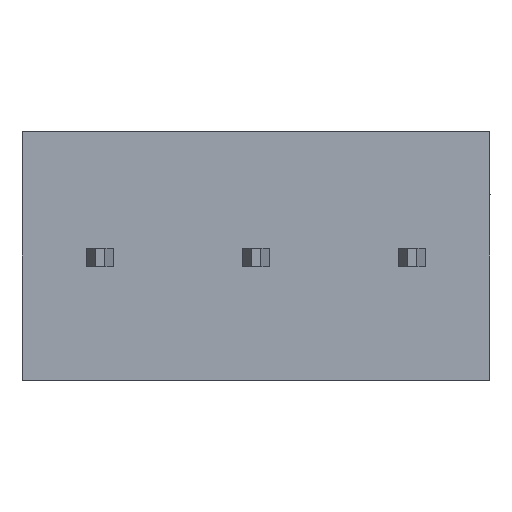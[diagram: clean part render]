
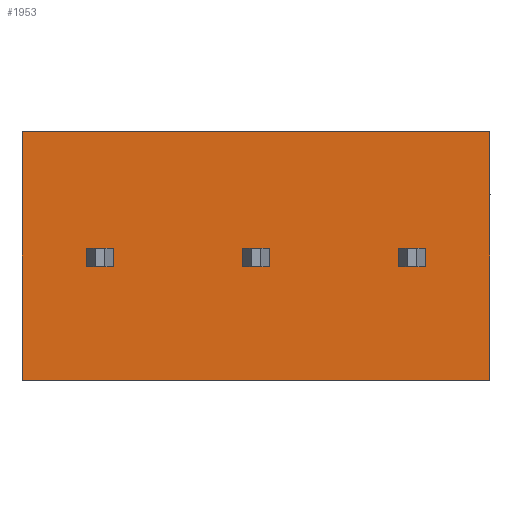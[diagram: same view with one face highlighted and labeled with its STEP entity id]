
A CAD part, front view. The second image highlights one B-rep face of the part: STEP entity #1953.
In plain terms, the highlighted planar face has unit normal (0, -1, 0).
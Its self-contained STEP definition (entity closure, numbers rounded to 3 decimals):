
#537 = VECTOR ( 'NONE', #21374, 1000. ) ;
#552 = VERTEX_POINT ( 'NONE', #2284 ) ;
#977 = VECTOR ( 'NONE', #27093, 1000. ) ;
#1404 = EDGE_CURVE ( 'NONE', #27344, #20040, #25391, .T. ) ;
#1519 = DIRECTION ( 'NONE',  ( -1., 0., 0. ) ) ;
#1755 = VECTOR ( 'NONE', #17556, 1000. ) ;
#1811 = DIRECTION ( 'NONE',  ( 0., 0., -1. ) ) ;
#1953 = ADVANCED_FACE ( 'NONE', ( #9856, #20815, #14249, #3490 ), #18513, .T. ) ;
#2018 = EDGE_CURVE ( 'NONE', #2061, #25542, #27473, .T. ) ;
#2061 = VERTEX_POINT ( 'NONE', #25348 ) ;
#2284 = CARTESIAN_POINT ( 'NONE',  ( 10.61, 0., 0.3 ) ) ;
#2468 = VECTOR ( 'NONE', #12448, 1000. ) ;
#2543 = CARTESIAN_POINT ( 'NONE',  ( 9.71, 0., 0.3 ) ) ;
#2638 = ORIENTED_EDGE ( 'NONE', *, *, #20064, .F. ) ;
#2694 = CARTESIAN_POINT ( 'NONE',  ( 5.53, 0., -0.3 ) ) ;
#2711 = CARTESIAN_POINT ( 'NONE',  ( -2.54, 0., 4.1 ) ) ;
#2781 = VECTOR ( 'NONE', #5635, 1000. ) ;
#3364 = LINE ( 'NONE', #10310, #2781 ) ;
#3455 = CARTESIAN_POINT ( 'NONE',  ( 4.63, 0., -0.3 ) ) ;
#3490 = FACE_BOUND ( 'NONE', #25311, .T. ) ;
#3827 = CARTESIAN_POINT ( 'NONE',  ( 5.53, 0., 0.3 ) ) ;
#3988 = VECTOR ( 'NONE', #12504, 1000. ) ;
#4488 = ORIENTED_EDGE ( 'NONE', *, *, #2018, .F. ) ;
#4675 = LINE ( 'NONE', #2543, #14934 ) ;
#4942 = LINE ( 'NONE', #7060, #1755 ) ;
#5445 = ORIENTED_EDGE ( 'NONE', *, *, #22593, .F. ) ;
#5455 = VERTEX_POINT ( 'NONE', #2694 ) ;
#5466 = CARTESIAN_POINT ( 'NONE',  ( 9.71, 0., 0.3 ) ) ;
#5467 = CARTESIAN_POINT ( 'NONE',  ( -0.45, 0., 0.3 ) ) ;
#5573 = EDGE_CURVE ( 'NONE', #552, #12150, #4675, .T. ) ;
#5635 = DIRECTION ( 'NONE',  ( 0., 0., -1. ) ) ;
#5910 = VERTEX_POINT ( 'NONE', #5467 ) ;
#5950 = CARTESIAN_POINT ( 'NONE',  ( 0.45, 0., 0.3 ) ) ;
#6000 = EDGE_CURVE ( 'NONE', #25542, #552, #9237, .T. ) ;
#6003 = VECTOR ( 'NONE', #12029, 1000. ) ;
#6847 = CARTESIAN_POINT ( 'NONE',  ( 12.7, 0., -4. ) ) ;
#6899 = VERTEX_POINT ( 'NONE', #21917 ) ;
#7060 = CARTESIAN_POINT ( 'NONE',  ( -2.54, 0., 4.1 ) ) ;
#7070 = ORIENTED_EDGE ( 'NONE', *, *, #22076, .F. ) ;
#7701 = CARTESIAN_POINT ( 'NONE',  ( 12.7, 0., 4.1 ) ) ;
#7934 = CARTESIAN_POINT ( 'NONE',  ( -2.54, 0., -4. ) ) ;
#8184 = CARTESIAN_POINT ( 'NONE',  ( -2.54, 0., -4. ) ) ;
#8198 = ORIENTED_EDGE ( 'NONE', *, *, #1404, .F. ) ;
#8283 = VERTEX_POINT ( 'NONE', #2711 ) ;
#8285 = AXIS2_PLACEMENT_3D ( 'NONE', #16119, #14122, #24781 ) ;
#8852 = EDGE_CURVE ( 'NONE', #9239, #5455, #14797, .T. ) ;
#9234 = EDGE_CURVE ( 'NONE', #10219, #8283, #19703, .T. ) ;
#9237 = LINE ( 'NONE', #26589, #14839 ) ;
#9239 = VERTEX_POINT ( 'NONE', #13311 ) ;
#9305 = DIRECTION ( 'NONE',  ( 0., 0., 1. ) ) ;
#9332 = VECTOR ( 'NONE', #24811, 1000. ) ;
#9735 = LINE ( 'NONE', #20542, #12057 ) ;
#9856 = FACE_OUTER_BOUND ( 'NONE', #21513, .T. ) ;
#10219 = VERTEX_POINT ( 'NONE', #8184 ) ;
#10310 = CARTESIAN_POINT ( 'NONE',  ( 4.63, 0., 0.3 ) ) ;
#10329 = LINE ( 'NONE', #16720, #26249 ) ;
#10578 = DIRECTION ( 'NONE',  ( 1., 0., 0. ) ) ;
#10921 = ORIENTED_EDGE ( 'NONE', *, *, #8852, .F. ) ;
#11218 = CARTESIAN_POINT ( 'NONE',  ( 10.61, 0., -0.3 ) ) ;
#11887 = LINE ( 'NONE', #12444, #13136 ) ;
#11958 = CARTESIAN_POINT ( 'NONE',  ( -0.45, 0., -0.3 ) ) ;
#12029 = DIRECTION ( 'NONE',  ( -1., 0., 0. ) ) ;
#12057 = VECTOR ( 'NONE', #18124, 1000. ) ;
#12150 = VERTEX_POINT ( 'NONE', #14772 ) ;
#12444 = CARTESIAN_POINT ( 'NONE',  ( 4.63, 0., 0.3 ) ) ;
#12448 = DIRECTION ( 'NONE',  ( 0., 0., 1. ) ) ;
#12504 = DIRECTION ( 'NONE',  ( 1., 0., 0. ) ) ;
#12524 = EDGE_CURVE ( 'NONE', #15379, #9239, #3364, .T. ) ;
#13136 = VECTOR ( 'NONE', #1519, 1000. ) ;
#13311 = CARTESIAN_POINT ( 'NONE',  ( 4.63, 0., -0.3 ) ) ;
#13641 = EDGE_CURVE ( 'NONE', #27196, #10219, #14307, .T. ) ;
#14122 = DIRECTION ( 'NONE',  ( 0., -1., 0. ) ) ;
#14249 = FACE_BOUND ( 'NONE', #28031, .T. ) ;
#14307 = LINE ( 'NONE', #7934, #6003 ) ;
#14401 = CARTESIAN_POINT ( 'NONE',  ( -0.45, 0., -0.3 ) ) ;
#14537 = ORIENTED_EDGE ( 'NONE', *, *, #25633, .F. ) ;
#14574 = CARTESIAN_POINT ( 'NONE',  ( 4.63, 0., 0.3 ) ) ;
#14599 = LINE ( 'NONE', #3827, #2468 ) ;
#14687 = EDGE_LOOP ( 'NONE', ( #28120, #8198, #5445, #2638 ) ) ;
#14772 = CARTESIAN_POINT ( 'NONE',  ( 9.71, 0., 0.3 ) ) ;
#14797 = LINE ( 'NONE', #3455, #3988 ) ;
#14839 = VECTOR ( 'NONE', #24443, 1000. ) ;
#14934 = VECTOR ( 'NONE', #17272, 1000. ) ;
#15379 = VERTEX_POINT ( 'NONE', #14574 ) ;
#15881 = CARTESIAN_POINT ( 'NONE',  ( -0.45, 0., 0.3 ) ) ;
#16119 = CARTESIAN_POINT ( 'NONE',  ( 5.08, 0., 0.05 ) ) ;
#16364 = DIRECTION ( 'NONE',  ( 0., 0., -1. ) ) ;
#16720 = CARTESIAN_POINT ( 'NONE',  ( 12.7, 0., 4.1 ) ) ;
#17026 = EDGE_CURVE ( 'NONE', #12150, #2061, #23057, .T. ) ;
#17272 = DIRECTION ( 'NONE',  ( -1., 0., 0. ) ) ;
#17556 = DIRECTION ( 'NONE',  ( 1., 0., 0. ) ) ;
#17979 = CARTESIAN_POINT ( 'NONE',  ( 0.45, 0., 0.3 ) ) ;
#18124 = DIRECTION ( 'NONE',  ( -1., 0., 0. ) ) ;
#18513 = PLANE ( 'NONE',  #8285 ) ;
#18802 = ORIENTED_EDGE ( 'NONE', *, *, #17026, .F. ) ;
#19157 = CARTESIAN_POINT ( 'NONE',  ( 0.45, 0., -0.3 ) ) ;
#19306 = VERTEX_POINT ( 'NONE', #11958 ) ;
#19703 = LINE ( 'NONE', #22245, #28061 ) ;
#20040 = VERTEX_POINT ( 'NONE', #17979 ) ;
#20064 = EDGE_CURVE ( 'NONE', #5910, #19306, #24954, .T. ) ;
#20151 = EDGE_CURVE ( 'NONE', #20040, #5910, #9735, .T. ) ;
#20542 = CARTESIAN_POINT ( 'NONE',  ( -0.45, 0., 0.3 ) ) ;
#20685 = ORIENTED_EDGE ( 'NONE', *, *, #13641, .F. ) ;
#20815 = FACE_BOUND ( 'NONE', #14687, .T. ) ;
#20843 = ORIENTED_EDGE ( 'NONE', *, *, #24440, .F. ) ;
#21311 = ORIENTED_EDGE ( 'NONE', *, *, #12524, .F. ) ;
#21374 = DIRECTION ( 'NONE',  ( 1., 0., 0. ) ) ;
#21513 = EDGE_LOOP ( 'NONE', ( #7070, #26813, #27366, #20685 ) ) ;
#21917 = CARTESIAN_POINT ( 'NONE',  ( 5.53, 0., 0.3 ) ) ;
#22076 = EDGE_CURVE ( 'NONE', #27036, #27196, #10329, .T. ) ;
#22245 = CARTESIAN_POINT ( 'NONE',  ( -2.54, 0., 4.1 ) ) ;
#22259 = EDGE_CURVE ( 'NONE', #8283, #27036, #4942, .T. ) ;
#22593 = EDGE_CURVE ( 'NONE', #19306, #27344, #27625, .T. ) ;
#23057 = LINE ( 'NONE', #5466, #27029 ) ;
#23628 = ORIENTED_EDGE ( 'NONE', *, *, #5573, .F. ) ;
#24440 = EDGE_CURVE ( 'NONE', #6899, #15379, #11887, .T. ) ;
#24443 = DIRECTION ( 'NONE',  ( 0., 0., 1. ) ) ;
#24781 = DIRECTION ( 'NONE',  ( 0., 0., -1. ) ) ;
#24811 = DIRECTION ( 'NONE',  ( 0., 0., -1. ) ) ;
#24881 = VECTOR ( 'NONE', #10578, 1000. ) ;
#24954 = LINE ( 'NONE', #15881, #9332 ) ;
#25311 = EDGE_LOOP ( 'NONE', ( #23628, #26582, #4488, #18802 ) ) ;
#25348 = CARTESIAN_POINT ( 'NONE',  ( 9.71, 0., -0.3 ) ) ;
#25391 = LINE ( 'NONE', #5950, #977 ) ;
#25542 = VERTEX_POINT ( 'NONE', #11218 ) ;
#25633 = EDGE_CURVE ( 'NONE', #5455, #6899, #14599, .T. ) ;
#26249 = VECTOR ( 'NONE', #1811, 1000. ) ;
#26582 = ORIENTED_EDGE ( 'NONE', *, *, #6000, .F. ) ;
#26589 = CARTESIAN_POINT ( 'NONE',  ( 10.61, 0., 0.3 ) ) ;
#26813 = ORIENTED_EDGE ( 'NONE', *, *, #22259, .F. ) ;
#27029 = VECTOR ( 'NONE', #16364, 1000. ) ;
#27036 = VERTEX_POINT ( 'NONE', #7701 ) ;
#27093 = DIRECTION ( 'NONE',  ( 0., 0., 1. ) ) ;
#27196 = VERTEX_POINT ( 'NONE', #6847 ) ;
#27344 = VERTEX_POINT ( 'NONE', #19157 ) ;
#27366 = ORIENTED_EDGE ( 'NONE', *, *, #9234, .F. ) ;
#27473 = LINE ( 'NONE', #28037, #537 ) ;
#27625 = LINE ( 'NONE', #14401, #24881 ) ;
#28031 = EDGE_LOOP ( 'NONE', ( #20843, #14537, #10921, #21311 ) ) ;
#28037 = CARTESIAN_POINT ( 'NONE',  ( 9.71, 0., -0.3 ) ) ;
#28061 = VECTOR ( 'NONE', #9305, 1000. ) ;
#28120 = ORIENTED_EDGE ( 'NONE', *, *, #20151, .F. ) ;
